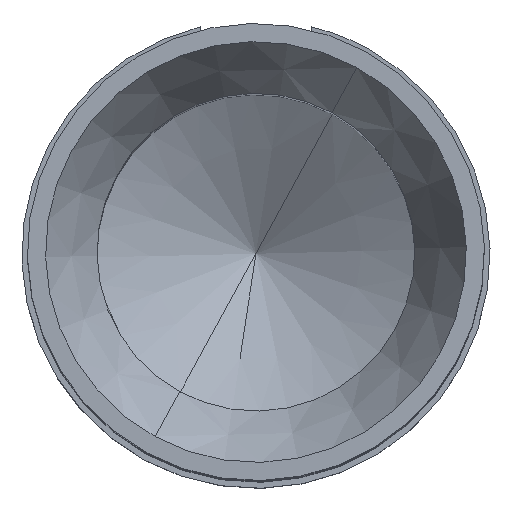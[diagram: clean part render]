
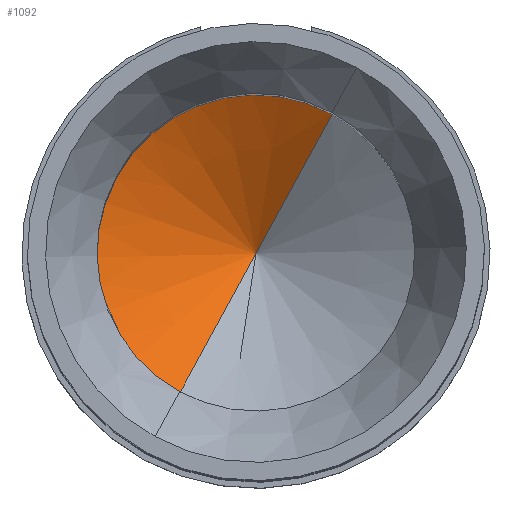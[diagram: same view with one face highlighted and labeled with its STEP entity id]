
A CAD part, top view. The second image highlights one B-rep face of the part: STEP entity #1092.
In plain terms, the highlighted conical face has half-angle 60 degrees and reference radius 0 mm.
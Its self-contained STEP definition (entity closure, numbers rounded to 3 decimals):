
#1004=AXIS2_PLACEMENT_3D('Circle Axis2P3D',#1002,#1003,$) ;
#1073=AXIS2_PLACEMENT_3D('Cone Axis2P3D',#1070,#1071,#1072) ;
#999=CARTESIAN_POINT('Vertex',(1.417,0.849,18.75)) ;
#1002=CARTESIAN_POINT('Axis2P3D Location',(2.1,2.1,18.75)) ;
#1006=CARTESIAN_POINT('Vertex',(2.783,3.351,18.75)) ;
#1070=CARTESIAN_POINT('Axis2P3D Location',(2.1,2.1,17.927)) ;
#1075=CARTESIAN_POINT('Line Origine',(1.758,1.475,18.339)) ;
#1079=CARTESIAN_POINT('Vertex',(2.1,2.1,17.927)) ;
#1082=CARTESIAN_POINT('Line Origine',(2.442,2.725,18.339)) ;
#1003=DIRECTION('Axis2P3D Direction',(0.,0.,-1.)) ;
#1071=DIRECTION('Axis2P3D Direction',(-0.,0.,1.)) ;
#1072=DIRECTION('Axis2P3D XDirection',(-0.479,-0.878,0.)) ;
#1076=DIRECTION('Vector Direction',(-0.415,-0.76,0.5)) ;
#1083=DIRECTION('Vector Direction',(0.415,0.76,0.5)) ;
#1077=VECTOR('Line Direction',#1076,1.) ;
#1084=VECTOR('Line Direction',#1083,1.) ;
#1088=ORIENTED_EDGE('',*,*,#1008,.F.) ;
#1089=ORIENTED_EDGE('',*,*,#1081,.T.) ;
#1090=ORIENTED_EDGE('',*,*,#1086,.F.) ;
#1092=ADVANCED_FACE('Hauptkoerper',(#1091),#1074,.F.) ;
#1005=CIRCLE('generated circle',#1004,1.425) ;
#1074=CONICAL_SURFACE('Cone',#1073,0.,1.047) ;
#1008=EDGE_CURVE('',#1000,#1007,#1005,.T.) ;
#1081=EDGE_CURVE('',#1000,#1080,#1078,.F.) ;
#1086=EDGE_CURVE('',#1007,#1080,#1085,.F.) ;
#1087=EDGE_LOOP('',(#1088,#1089,#1090)) ;
#1091=FACE_OUTER_BOUND('',#1087,.T.) ;
#1078=LINE('Line',#1075,#1077) ;
#1085=LINE('Line',#1082,#1084) ;
#1000=VERTEX_POINT('',#999) ;
#1007=VERTEX_POINT('',#1006) ;
#1080=VERTEX_POINT('',#1079) ;
